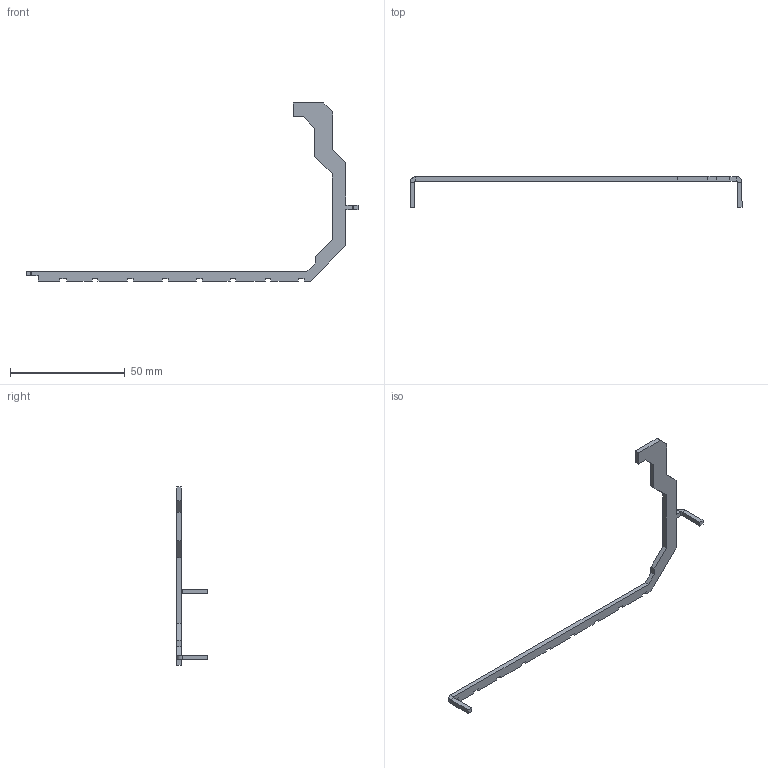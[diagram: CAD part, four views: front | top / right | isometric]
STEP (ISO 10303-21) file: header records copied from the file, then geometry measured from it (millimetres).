
FILE_DESCRIPTION (( 'STEP AP214' ), '1' );
FILE_NAME ('KR-DF-01 GND Busbar v4.1.STEP', '2025-01-29T14:05:03', ( '' ), ( '' ), 'SwSTEP 2.0', 'SolidWorks 2024', '' );
FILE_SCHEMA (( 'AUTOMOTIVE_DESIGN' ));
Length unit declared in the file: millimetre
Products named in the file (1): KR-DF-01 GND Busbar v4.1
Bounding box: 144.4 x 13.4 x 77.45 mm (x, y, z)
Volume: 2318.8 mm3; surface area: 3333.9 mm2
Topology: 1 solids, 1 shells, 74 faces, 200 edges, 128 vertices
Faces by surface type: plane 70, cylinder 4
Entity records: 2287 total; most frequent: CARTESIAN_POINT 403, ORIENTED_EDGE 400, DIRECTION 358, EDGE_CURVE 200, LINE 192, VECTOR 192, VERTEX_POINT 128, AXIS2_PLACEMENT_3D 83
